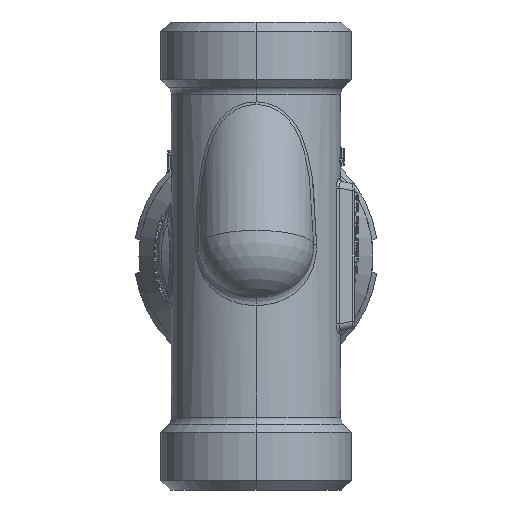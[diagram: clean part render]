
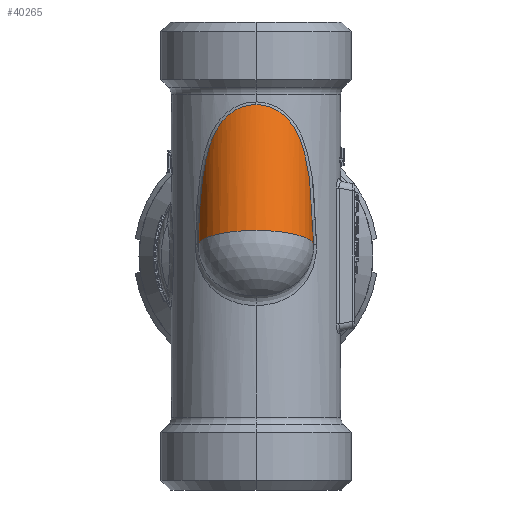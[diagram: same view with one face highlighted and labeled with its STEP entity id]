
A CAD part, front view. The second image highlights one B-rep face of the part: STEP entity #40265.
In plain terms, the highlighted cylindrical face has radius 8 mm (diameter 16 mm), a partial arc.
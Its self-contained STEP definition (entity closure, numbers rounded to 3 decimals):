
#15681=CARTESIAN_POINT('',(0.,-11.801,
21.009));
#15682=CARTESIAN_POINT('',(-0.122,-11.801,
21.009));
#15683=CARTESIAN_POINT('',(-0.367,-11.797,
21.002));
#15684=CARTESIAN_POINT('',(-0.732,-11.78,
20.967));
#15685=CARTESIAN_POINT('',(-1.097,-11.752,
20.91));
#15686=CARTESIAN_POINT('',(-1.459,-11.714,
20.829));
#15687=CARTESIAN_POINT('',(-1.818,-11.664,
20.724));
#15688=CARTESIAN_POINT('',(-2.175,-11.603,
20.594));
#15689=CARTESIAN_POINT('',(-2.527,-11.533,
20.44));
#15690=CARTESIAN_POINT('',(-2.874,-11.453,
20.259));
#15691=CARTESIAN_POINT('',(-3.216,-11.363,
20.049));
#15692=CARTESIAN_POINT('',(-3.553,-11.264,
19.811));
#15693=CARTESIAN_POINT('',(-3.884,-11.156,
19.541));
#15694=CARTESIAN_POINT('',(-4.208,-11.041,
19.238));
#15695=CARTESIAN_POINT('',(-4.525,-10.918,
18.899));
#15696=CARTESIAN_POINT('',(-4.835,-10.789,
18.519));
#15697=CARTESIAN_POINT('',(-5.138,-10.653,
18.094));
#15698=CARTESIAN_POINT('',(-5.433,-10.511,
17.621));
#15699=CARTESIAN_POINT('',(-5.72,-10.365,
17.087));
#15700=CARTESIAN_POINT('',(-5.997,-10.216,
16.496));
#15701=CARTESIAN_POINT('',(-6.271,-10.061,
15.81));
#15702=CARTESIAN_POINT('',(-6.519,-9.914,
15.079));
#15703=CARTESIAN_POINT('',(-6.72,-9.792,
14.387));
#15704=CARTESIAN_POINT('',(-6.894,-9.684,
13.703));
#15705=CARTESIAN_POINT('',(-7.05,-9.585,
12.997));
#15706=CARTESIAN_POINT('',(-7.188,-9.498,
12.28));
#15707=CARTESIAN_POINT('',(-7.308,-9.423,
11.565));
#15708=CARTESIAN_POINT('',(-7.413,-9.358,
10.857));
#15709=CARTESIAN_POINT('',(-7.507,-9.302,
10.131));
#15710=CARTESIAN_POINT('',(-7.596,-9.25,
9.34));
#15711=CARTESIAN_POINT('',(-7.683,-9.204,
8.437));
#15712=CARTESIAN_POINT('',(-7.765,-9.165,
7.409));
#15713=CARTESIAN_POINT('',(-7.835,-9.139,
6.31));
#15714=CARTESIAN_POINT('',(-7.889,-9.128,
5.24));
#15715=CARTESIAN_POINT('',(-7.932,-9.128,
4.152));
#15716=CARTESIAN_POINT('',(-7.966,-9.14,
2.973));
#15717=CARTESIAN_POINT('',(-7.982,-9.159,
2.073));
#15718=CARTESIAN_POINT('',(-7.988,-9.172,
1.6));
#15720=CARTESIAN_POINT('',(7.988,-9.172,
1.6));
#15721=CARTESIAN_POINT('',(7.983,-9.162,
1.982));
#15722=CARTESIAN_POINT('',(7.97,-9.145,
2.734));
#15723=CARTESIAN_POINT('',(7.943,-9.131,
3.787));
#15724=CARTESIAN_POINT('',(7.905,-9.127,
4.87));
#15725=CARTESIAN_POINT('',(7.854,-9.134,
5.964));
#15726=CARTESIAN_POINT('',(7.791,-9.155,
7.032));
#15727=CARTESIAN_POINT('',(7.718,-9.186,
8.01));
#15728=CARTESIAN_POINT('',(7.642,-9.226,
8.879));
#15729=CARTESIAN_POINT('',(7.561,-9.27,
9.659));
#15730=CARTESIAN_POINT('',(7.475,-9.321,
10.387));
#15731=CARTESIAN_POINT('',(7.378,-9.38,
11.105));
#15732=CARTESIAN_POINT('',(7.266,-9.449,
11.827));
#15733=CARTESIAN_POINT('',(7.138,-9.529,
12.548));
#15734=CARTESIAN_POINT('',(6.995,-9.62,
13.255));
#15735=CARTESIAN_POINT('',(6.835,-9.72,
13.945));
#15736=CARTESIAN_POINT('',(6.643,-9.839,
14.666));
#15737=CARTESIAN_POINT('',(6.41,-9.98,
15.417));
#15738=CARTESIAN_POINT('',(6.157,-10.126,
16.106));
#15739=CARTESIAN_POINT('',(5.899,-10.269,
16.712));
#15740=CARTESIAN_POINT('',(5.632,-10.41,
17.258));
#15741=CARTESIAN_POINT('',(5.355,-10.549,
17.751));
#15742=CARTESIAN_POINT('',(5.07,-10.684,
18.194));
#15743=CARTESIAN_POINT('',(4.776,-10.814,
18.594));
#15744=CARTESIAN_POINT('',(4.475,-10.938,
18.955));
#15745=CARTESIAN_POINT('',(4.166,-11.057,
19.28));
#15746=CARTESIAN_POINT('',(3.85,-11.168,
19.57));
#15747=CARTESIAN_POINT('',(3.526,-11.272,
19.831));
#15748=CARTESIAN_POINT('',(3.197,-11.368,
20.062));
#15749=CARTESIAN_POINT('',(2.862,-11.455,
20.265));
#15750=CARTESIAN_POINT('',(2.521,-11.534,
20.442));
#15751=CARTESIAN_POINT('',(2.173,-11.604,
20.595));
#15752=CARTESIAN_POINT('',(1.822,-11.663,
20.723));
#15753=CARTESIAN_POINT('',(1.466,-11.713,
20.827));
#15754=CARTESIAN_POINT('',(1.106,-11.752,
20.908));
#15755=CARTESIAN_POINT('',(0.74,-11.78,
20.966));
#15756=CARTESIAN_POINT('',(0.37,-11.797,
21.002));
#15757=CARTESIAN_POINT('',(0.123,-11.801,
21.009));
#15758=CARTESIAN_POINT('',(0.,-11.801,
21.009));
#15812=CARTESIAN_POINT('',(0.,-8.75,1.487));
#15813=DIRECTION('',(0.,0.259,0.966));
#15814=DIRECTION('',(-0.999,-0.053,0.014));
#15815=AXIS2_PLACEMENT_3D('',#15812,#15813,#15814);
#15866=CARTESIAN_POINT('',(7.988,-9.172,
1.6));
#20196=VERTEX_POINT('',#15681);
#20197=VERTEX_POINT('',#15718);
#20201=VERTEX_POINT('',#15866);
#40254=CARTESIAN_POINT('',(0.,-3.119,22.501));
#40255=DIRECTION('',(0.,-0.259,-0.966));
#40256=DIRECTION('',(0.,-0.966,0.259));
#40257=AXIS2_PLACEMENT_3D('',#40254,#40255,#40256);
#40258=CYLINDRICAL_SURFACE('',#40257,8.);
#40259=ORIENTED_EDGE('',*,*,#40075,.F.);
#40260=ORIENTED_EDGE('',*,*,#40248,.F.);
#40262=ORIENTED_EDGE('',*,*,#40261,.F.);
#40263=EDGE_LOOP('',(#40259,#40260,#40262));
#40264=FACE_OUTER_BOUND('',#40263,.F.);
#40265=ADVANCED_FACE('',(#40264),#40258,.T.);
#15719=B_SPLINE_CURVE_WITH_KNOTS('',3,(#15681,#15682,#15683,#15684,#15685,
#15686,#15687,#15688,#15689,#15690,#15691,#15692,#15693,#15694,#15695,#15696,
#15697,#15698,#15699,#15700,#15701,#15702,#15703,#15704,#15705,#15706,#15707,
#15708,#15709,#15710,#15711,#15712,#15713,#15714,#15715,#15716,#15717,#15718),
.UNSPECIFIED.,.F.,.F.,(4,1,1,1,1,1,1,1,1,1,1,1,1,1,1,1,1,1,1,1,1,1,1,1,1,1,1,1,
1,1,1,1,1,1,1,4),(0.,0.029,0.057,0.086,
0.114,0.143,0.171,0.2,0.229,
0.257,0.286,0.314,0.343,
0.371,0.4,0.429,0.457,0.486,
0.514,0.543,0.571,0.6,0.629,
0.657,0.686,0.714,0.743,
0.771,0.8,0.829,0.857,0.886,
0.914,0.943,0.971,1.),.UNSPECIFIED.);
#15759=B_SPLINE_CURVE_WITH_KNOTS('',3,(#15720,#15721,#15722,#15723,#15724,
#15725,#15726,#15727,#15728,#15729,#15730,#15731,#15732,#15733,#15734,#15735,
#15736,#15737,#15738,#15739,#15740,#15741,#15742,#15743,#15744,#15745,#15746,
#15747,#15748,#15749,#15750,#15751,#15752,#15753,#15754,#15755,#15756,#15757,
#15758),.UNSPECIFIED.,.F.,.F.,(4,1,1,1,1,1,1,1,1,1,1,1,1,1,1,1,1,1,1,1,1,1,1,1,
1,1,1,1,1,1,1,1,1,1,1,1,4),(0.,0.028,0.056,
0.083,0.111,0.139,0.167,
0.194,0.222,0.25,0.278,0.306,
0.333,0.361,0.389,0.417,
0.444,0.472,0.5,0.528,0.556,
0.583,0.611,0.639,0.667,
0.694,0.722,0.75,0.778,0.806,
0.833,0.861,0.889,0.917,
0.944,0.972,1.),.UNSPECIFIED.);
#15816=CIRCLE('',#15815,8.);
#40075=EDGE_CURVE('',#20196,#20197,#15719,.T.);
#40248=EDGE_CURVE('',#20201,#20196,#15759,.T.);
#40261=EDGE_CURVE('',#20197,#20201,#15816,.T.);
